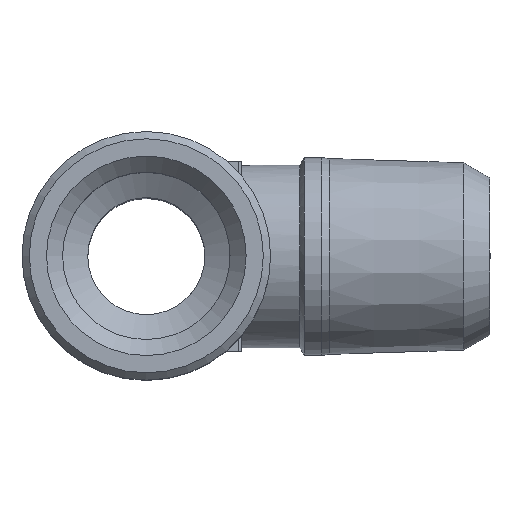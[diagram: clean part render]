
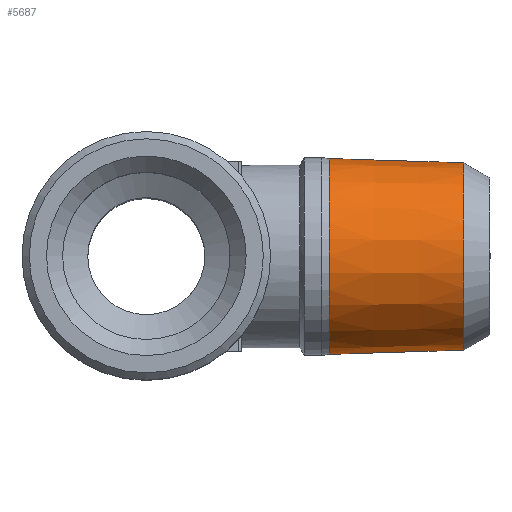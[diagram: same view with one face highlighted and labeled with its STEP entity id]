
A CAD part, top view. The second image highlights one B-rep face of the part: STEP entity #5687.
In plain terms, the highlighted conical face has half-angle 1.79 degrees and reference radius 6.694 mm.
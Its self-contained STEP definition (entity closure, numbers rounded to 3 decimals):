
#1473=CONICAL_SURFACE('',#5581,6.694,1.79);
#1558=ORIENTED_EDGE('',*,*,#1936,.F.);
#1559=ORIENTED_EDGE('',*,*,#1935,.T.);
#1761=CIRCLE('',#5580,6.694);
#1762=CIRCLE('',#5582,6.407);
#1839=VERTEX_POINT('',#5383);
#1840=VERTEX_POINT('',#5386);
#1935=EDGE_CURVE('',#1839,#1839,#1761,.T.);
#1936=EDGE_CURVE('',#1840,#1840,#1762,.T.);
#2043=EDGE_LOOP('',(#1558));
#2044=EDGE_LOOP('',(#1559));
#2129=FACE_BOUND('',#2043,.T.);
#2130=FACE_BOUND('',#2044,.T.);
#2279=DIRECTION('',(1.,0.,0.));
#2280=DIRECTION('',(0.,0.,6.694));
#2281=DIRECTION('',(-1.,0.,0.));
#2282=DIRECTION('',(0.,0.,1.));
#2283=DIRECTION('',(1.,0.,0.));
#2284=DIRECTION('',(0.,0.,6.407));
#5383=CARTESIAN_POINT('',(40.928,41.046,-6.694));
#5384=CARTESIAN_POINT('',(40.928,41.046,0.));
#5385=CARTESIAN_POINT('',(40.928,41.046,0.));
#5386=CARTESIAN_POINT('',(50.128,41.046,6.407));
#5387=CARTESIAN_POINT('',(50.128,41.046,0.));
#5580=AXIS2_PLACEMENT_3D('',#5384,#2279,#2280);
#5581=AXIS2_PLACEMENT_3D('',#5385,#2281,#2282);
#5582=AXIS2_PLACEMENT_3D('',#5387,#2283,#2284);
#5687=ADVANCED_FACE('',(#2129,#2130),#1473,.T.);
